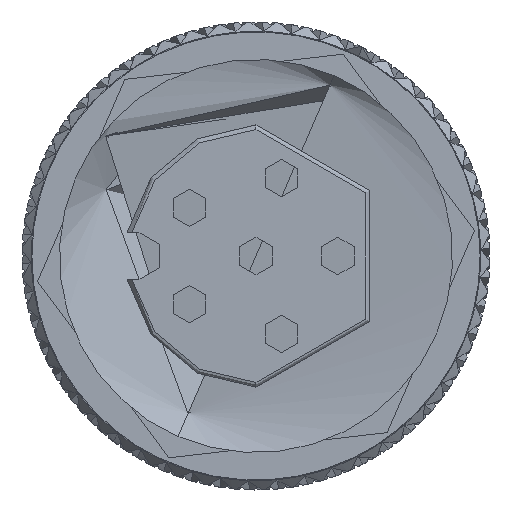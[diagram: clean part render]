
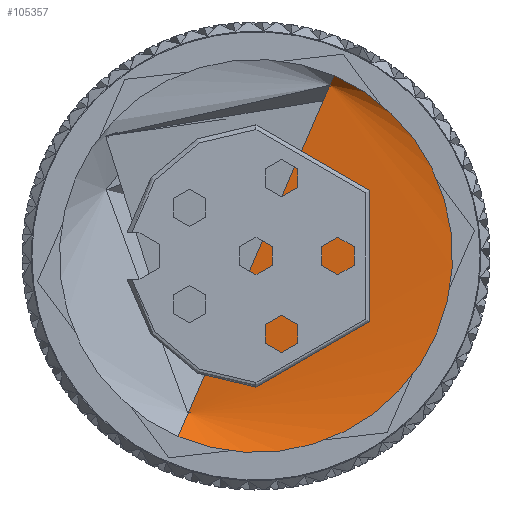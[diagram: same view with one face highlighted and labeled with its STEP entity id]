
A CAD part, left-side view. The second image highlights one B-rep face of the part: STEP entity #105357.
In plain terms, the highlighted conical face has half-angle 45 degrees and reference radius 4.2 mm.
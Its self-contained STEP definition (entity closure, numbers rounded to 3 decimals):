
#4606 = ORIENTED_EDGE ( 'NONE', *, *, #156005, .F. ) ;
#8632 = CARTESIAN_POINT ( 'NONE',  ( 6.608, 3.798, -0.372 ) ) ;
#10866 = DIRECTION ( 'NONE',  ( 1., 0., 0. ) ) ;
#11264 = CARTESIAN_POINT ( 'NONE',  ( 6.725, 1.908, 3.439 ) ) ;
#11435 = CARTESIAN_POINT ( 'NONE',  ( 6.776, 0., 3.976 ) ) ;
#11621 = EDGE_CURVE ( 'NONE', #92278, #23757, #157466, .T. ) ;
#12153 = CARTESIAN_POINT ( 'NONE',  ( 6.535, 2.536, -2.753 ) ) ;
#17331 = ORIENTED_EDGE ( 'NONE', *, *, #11621, .T. ) ;
#20862 = LINE ( 'NONE', #121008, #152505 ) ;
#23549 = DIRECTION ( 'NONE',  ( 0., 0., -1. ) ) ;
#23757 = VERTEX_POINT ( 'NONE', #45955 ) ;
#23954 = CARTESIAN_POINT ( 'NONE',  ( 6.647, 3.69, 1.116 ) ) ;
#24832 = CARTESIAN_POINT ( 'NONE',  ( 6.776, 0., 3.976 ) ) ;
#25713 = CARTESIAN_POINT ( 'NONE',  ( 6.634, 3.791, 0.626 ) ) ;
#36623 = CARTESIAN_POINT ( 'NONE',  ( 6.547, 2.888, -2.401 ) ) ;
#37508 = CARTESIAN_POINT ( 'NONE',  ( 6.575, 3.443, -1.567 ) ) ;
#40675 = DIRECTION ( 'NONE',  ( 0.707, 0., 0.707 ) ) ;
#45955 = CARTESIAN_POINT ( 'NONE',  ( 6.459, 0., -3.659 ) ) ;
#49259 = CARTESIAN_POINT ( 'NONE',  ( 6.674, 3.304, 2.038 ) ) ;
#50161 = CARTESIAN_POINT ( 'NONE',  ( 6.466, 0.251, -3.666 ) ) ;
#51048 = CARTESIAN_POINT ( 'NONE',  ( 6.615, 3.821, -0.124 ) ) ;
#52812 = CARTESIAN_POINT ( 'NONE',  ( 6.588, 3.631, -1.107 ) ) ;
#62425 = DIRECTION ( 'NONE',  ( 0.707, 0., -0.707 ) ) ;
#62738 = CARTESIAN_POINT ( 'NONE',  ( 7., 0., 0. ) ) ;
#63720 = CARTESIAN_POINT ( 'NONE',  ( 6.712, 2.319, 3.16 ) ) ;
#64614 = CARTESIAN_POINT ( 'NONE',  ( 6.751, 0.988, 3.834 ) ) ;
#65099 = CARTESIAN_POINT ( 'NONE',  ( 7., 0., 0. ) ) ;
#65496 = CARTESIAN_POINT ( 'NONE',  ( 6.514, 1.922, -3.188 ) ) ;
#66370 = CARTESIAN_POINT ( 'NONE',  ( 6.654, 3.617, 1.354 ) ) ;
#79045 = CARTESIAN_POINT ( 'NONE',  ( 6.693, 2.868, 2.644 ) ) ;
#79911 = CARTESIAN_POINT ( 'NONE',  ( 6.77, 0.25, 3.97 ) ) ;
#80390 = FACE_OUTER_BOUND ( 'NONE', #151276, .T. ) ;
#80793 = CARTESIAN_POINT ( 'NONE',  ( 6.568, 3.325, -1.79 ) ) ;
#84989 = VECTOR ( 'NONE', #40675, 1000. ) ;
#86866 = EDGE_CURVE ( 'NONE', #92278, #135097, #117534, .T. ) ;
#88054 = AXIS2_PLACEMENT_3D ( 'NONE', #65099, #10866, #23549 ) ;
#90810 = CARTESIAN_POINT ( 'NONE',  ( 6.731, 1.688, 3.56 ) ) ;
#92278 = VERTEX_POINT ( 'NONE', #11435 ) ;
#92497 = DIRECTION ( 'NONE',  ( 0., 0., 1. ) ) ;
#93470 = CARTESIAN_POINT ( 'NONE',  ( 6.667, 3.424, 1.815 ) ) ;
#101166 = CIRCLE ( 'NONE', #144333, 4.2 ) ;
#105357 = ADVANCED_FACE ( 'NONE', ( #80390 ), #140014, .F. ) ;
#107026 = CARTESIAN_POINT ( 'NONE',  ( 6.493, 1.235, -3.49 ) ) ;
#117534 = LINE ( 'NONE', #125531, #84989 ) ;
#119667 = CARTESIAN_POINT ( 'NONE',  ( 6.745, 1.225, 3.758 ) ) ;
#121008 = CARTESIAN_POINT ( 'NONE',  ( 7., 0., -4.2 ) ) ;
#121419 = CARTESIAN_POINT ( 'NONE',  ( 6.459, 0., -3.659 ) ) ;
#125531 = CARTESIAN_POINT ( 'NONE',  ( 7., 0., 4.2 ) ) ;
#132337 = CARTESIAN_POINT ( 'NONE',  ( 6.528, 2.338, -2.914 ) ) ;
#134892 = DIRECTION ( 'NONE',  ( -1., 0., 0. ) ) ;
#134987 = CARTESIAN_POINT ( 'NONE',  ( 6.764, 0.502, 3.94 ) ) ;
#135097 = VERTEX_POINT ( 'NONE', #145429 ) ;
#135870 = CARTESIAN_POINT ( 'NONE',  ( 6.627, 3.817, 0.374 ) ) ;
#137832 = EDGE_CURVE ( 'NONE', #23757, #142114, #20862, .T. ) ;
#140014 = CONICAL_SURFACE ( 'NONE', #88054, 4.2, 0.785 ) ;
#140247 = CARTESIAN_POINT ( 'NONE',  ( 7., 0., -4.2 ) ) ;
#142114 = VERTEX_POINT ( 'NONE', #140247 ) ;
#144333 = AXIS2_PLACEMENT_3D ( 'NONE', #62738, #134892, #92497 ) ;
#145429 = CARTESIAN_POINT ( 'NONE',  ( 7., 0., 4.2 ) ) ;
#145908 = CARTESIAN_POINT ( 'NONE',  ( 6.486, 0.992, -3.559 ) ) ;
#146719 = ORIENTED_EDGE ( 'NONE', *, *, #86866, .F. ) ;
#147686 = CARTESIAN_POINT ( 'NONE',  ( 6.473, 0.502, -3.647 ) ) ;
#151276 = EDGE_LOOP ( 'NONE', ( #146719, #17331, #160011, #4606 ) ) ;
#152505 = VECTOR ( 'NONE', #62425, 1000. ) ;
#156005 = EDGE_CURVE ( 'NONE', #135097, #142114, #101166, .T. ) ;
#157466 = B_SPLINE_CURVE_WITH_KNOTS ( 'NONE', 3,
 ( #24832, #79911, #134987, #64614, #119667, #90810, #11264, #63720, #162125, #79045, #174790, #49259, #93470, #66370, #23954, #25713, #135870, #51048, #8632, #161236, #52812, #37508, #80793, #159457, #36623, #12153, #132337, #65496, #173892, #107026, #145908, #147686, #50161, #121419 ),
 .UNSPECIFIED., .F., .F.,
 ( 4, 2, 2, 2, 2, 2, 2, 2, 2, 2, 2, 2, 2, 2, 2, 2, 4 ),
 ( 0.005, 0.006, 0.007, 0.007, 0.008, 0.009, 0.01, 0.01, 0.011, 0.012, 0.013, 0.013, 0.014, 0.015, 0.016, 0.016, 0.017 ),
 .UNSPECIFIED. ) ;
#159457 = CARTESIAN_POINT ( 'NONE',  ( 6.554, 3.046, -2.208 ) ) ;
#160011 = ORIENTED_EDGE ( 'NONE', *, *, #137832, .T. ) ;
#161236 = CARTESIAN_POINT ( 'NONE',  ( 6.595, 3.703, -0.866 ) ) ;
#162125 = CARTESIAN_POINT ( 'NONE',  ( 6.705, 2.513, 3. ) ) ;
#173892 = CARTESIAN_POINT ( 'NONE',  ( 6.507, 1.701, -3.304 ) ) ;
#174790 = CARTESIAN_POINT ( 'NONE',  ( 6.687, 3.026, 2.452 ) ) ;
